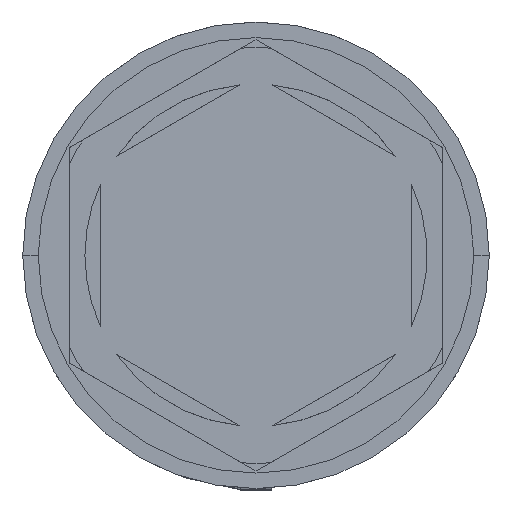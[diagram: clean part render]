
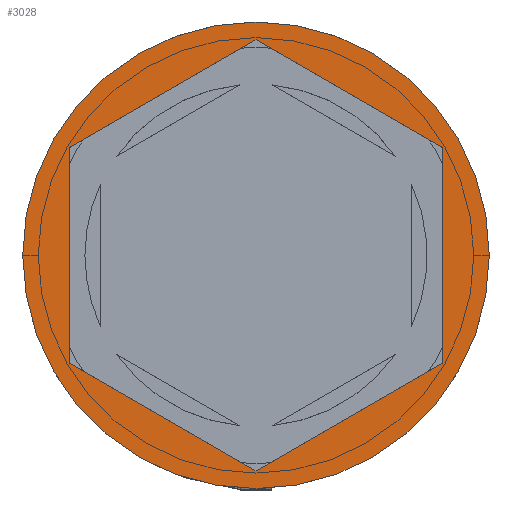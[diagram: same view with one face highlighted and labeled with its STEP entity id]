
A CAD part, top view. The second image highlights one B-rep face of the part: STEP entity #3028.
In plain terms, the highlighted planar face has unit normal (0, 0, 1).
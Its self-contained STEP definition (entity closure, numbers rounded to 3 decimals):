
#38 = EDGE_CURVE ( 'NONE', #1564, #2990, #626, .T. ) ;
#216 = ORIENTED_EDGE ( 'NONE', *, *, #1593, .F. ) ;
#272 = VERTEX_POINT ( 'NONE', #746 ) ;
#349 = FACE_OUTER_BOUND ( 'NONE', #3294, .T. ) ;
#442 = EDGE_CURVE ( 'NONE', #1913, #1594, #2461, .T. ) ;
#470 = DIRECTION ( 'NONE',  ( -0.866, -0.5, 0. ) ) ;
#504 = LINE ( 'NONE', #2701, #4086 ) ;
#623 = VECTOR ( 'NONE', #3177, 1000. ) ;
#626 = LINE ( 'NONE', #1882, #2606 ) ;
#636 = LINE ( 'NONE', #2227, #623 ) ;
#638 = EDGE_CURVE ( 'NONE', #2990, #3959, #636, .T. ) ;
#645 = DIRECTION ( 'NONE',  ( 0.866, 0.5, 0. ) ) ;
#658 = CARTESIAN_POINT ( 'NONE',  ( 6., -3.464, 0. ) ) ;
#671 = ORIENTED_EDGE ( 'NONE', *, *, #3742, .T. ) ;
#746 = CARTESIAN_POINT ( 'NONE',  ( -7.5, 0., 0. ) ) ;
#931 = FACE_BOUND ( 'NONE', #1169, .T. ) ;
#1053 = VECTOR ( 'NONE', #1779, 1000. ) ;
#1057 = ORIENTED_EDGE ( 'NONE', *, *, #638, .F. ) ;
#1141 = CARTESIAN_POINT ( 'NONE',  ( 0., -6.928, 0. ) ) ;
#1168 = CARTESIAN_POINT ( 'NONE',  ( -6., 3.464, 0. ) ) ;
#1169 = EDGE_LOOP ( 'NONE', ( #2246, #1057, #2259, #216, #3851, #4098 ) ) ;
#1203 = CARTESIAN_POINT ( 'NONE',  ( 0., 6.928, 0. ) ) ;
#1216 = EDGE_CURVE ( 'NONE', #1460, #272, #2286, .T. ) ;
#1366 = DIRECTION ( 'NONE',  ( 0., 0., 1. ) ) ;
#1377 = AXIS2_PLACEMENT_3D ( 'NONE', #3958, #1366, #2656 ) ;
#1396 = CARTESIAN_POINT ( 'NONE',  ( 7.5, 0., 0. ) ) ;
#1449 = CARTESIAN_POINT ( 'NONE',  ( -6., 3.464, 0. ) ) ;
#1460 = VERTEX_POINT ( 'NONE', #1396 ) ;
#1472 = AXIS2_PLACEMENT_3D ( 'NONE', #2060, #1745, #3713 ) ;
#1481 = CARTESIAN_POINT ( 'NONE',  ( -6., -3.464, 0. ) ) ;
#1524 = ORIENTED_EDGE ( 'NONE', *, *, #1216, .T. ) ;
#1562 = PLANE ( 'NONE',  #2041 ) ;
#1564 = VERTEX_POINT ( 'NONE', #1141 ) ;
#1593 = EDGE_CURVE ( 'NONE', #1594, #1564, #504, .T. ) ;
#1594 = VERTEX_POINT ( 'NONE', #1481 ) ;
#1705 = LINE ( 'NONE', #3317, #1911 ) ;
#1745 = DIRECTION ( 'NONE',  ( 0., 0., 1. ) ) ;
#1779 = DIRECTION ( 'NONE',  ( -0.866, 0.5, 0. ) ) ;
#1806 = DIRECTION ( 'NONE',  ( 0., -1., 0. ) ) ;
#1829 = CARTESIAN_POINT ( 'NONE',  ( 6., 3.464, 0. ) ) ;
#1877 = DIRECTION ( 'NONE',  ( 1., 0., 0. ) ) ;
#1882 = CARTESIAN_POINT ( 'NONE',  ( 0., -6.928, 0. ) ) ;
#1911 = VECTOR ( 'NONE', #470, 1000. ) ;
#1913 = VERTEX_POINT ( 'NONE', #1449 ) ;
#2041 = AXIS2_PLACEMENT_3D ( 'NONE', #3446, #2548, #1877 ) ;
#2060 = CARTESIAN_POINT ( 'NONE',  ( 0., 0., 0. ) ) ;
#2227 = CARTESIAN_POINT ( 'NONE',  ( 6., -3.464, 0. ) ) ;
#2246 = ORIENTED_EDGE ( 'NONE', *, *, #2390, .F. ) ;
#2259 = ORIENTED_EDGE ( 'NONE', *, *, #38, .F. ) ;
#2286 = CIRCLE ( 'NONE', #1472, 7.5 ) ;
#2390 = EDGE_CURVE ( 'NONE', #3959, #3694, #4018, .T. ) ;
#2408 = DIRECTION ( 'NONE',  ( 0.866, -0.5, 0. ) ) ;
#2461 = LINE ( 'NONE', #1168, #3549 ) ;
#2548 = DIRECTION ( 'NONE',  ( 0., 0., 1. ) ) ;
#2606 = VECTOR ( 'NONE', #645, 1000. ) ;
#2656 = DIRECTION ( 'NONE',  ( 1., 0., 0. ) ) ;
#2701 = CARTESIAN_POINT ( 'NONE',  ( -6., -3.464, 0. ) ) ;
#2990 = VERTEX_POINT ( 'NONE', #658 ) ;
#3028 = ADVANCED_FACE ( 'NONE', ( #931, #349 ), #1562, .T. ) ;
#3083 = CARTESIAN_POINT ( 'NONE',  ( 6., 3.464, 0. ) ) ;
#3177 = DIRECTION ( 'NONE',  ( 0., 1., 0. ) ) ;
#3294 = EDGE_LOOP ( 'NONE', ( #1524, #671 ) ) ;
#3317 = CARTESIAN_POINT ( 'NONE',  ( 0., 6.928, 0. ) ) ;
#3446 = CARTESIAN_POINT ( 'NONE',  ( 0., 0., 0. ) ) ;
#3549 = VECTOR ( 'NONE', #1806, 1000. ) ;
#3568 = EDGE_CURVE ( 'NONE', #3694, #1913, #1705, .T. ) ;
#3694 = VERTEX_POINT ( 'NONE', #1203 ) ;
#3713 = DIRECTION ( 'NONE',  ( 1., 0., 0. ) ) ;
#3742 = EDGE_CURVE ( 'NONE', #272, #1460, #3914, .T. ) ;
#3851 = ORIENTED_EDGE ( 'NONE', *, *, #442, .F. ) ;
#3914 = CIRCLE ( 'NONE', #1377, 7.5 ) ;
#3958 = CARTESIAN_POINT ( 'NONE',  ( 0., 0., 0. ) ) ;
#3959 = VERTEX_POINT ( 'NONE', #1829 ) ;
#4018 = LINE ( 'NONE', #3083, #1053 ) ;
#4086 = VECTOR ( 'NONE', #2408, 1000. ) ;
#4098 = ORIENTED_EDGE ( 'NONE', *, *, #3568, .F. ) ;
